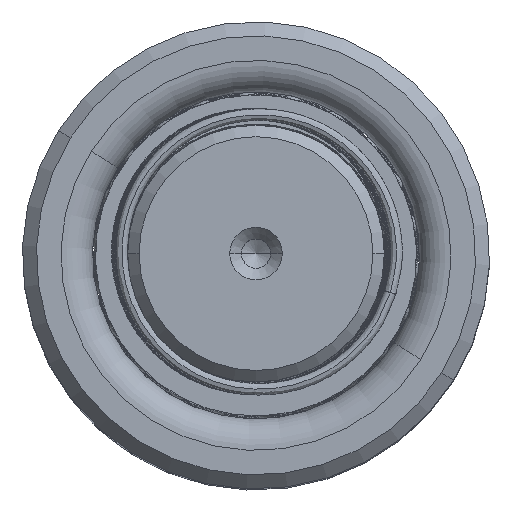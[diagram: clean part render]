
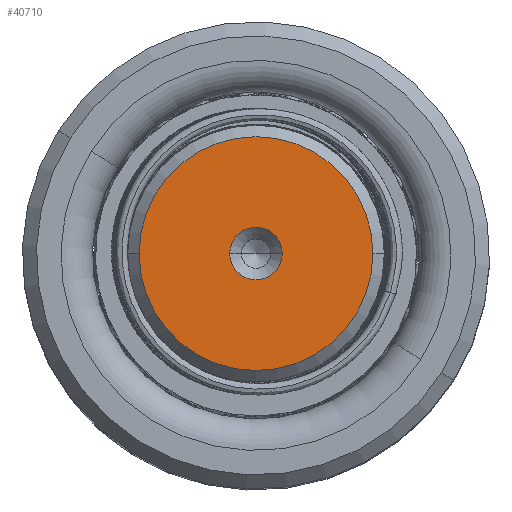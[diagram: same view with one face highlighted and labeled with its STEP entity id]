
A CAD part, top view. The second image highlights one B-rep face of the part: STEP entity #40710.
In plain terms, the highlighted planar face has unit normal (0, 0, 1).
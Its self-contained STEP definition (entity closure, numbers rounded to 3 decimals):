
#110 = AXIS2_PLACEMENT_3D ( 'NONE', #27431, #35782, #53210 ) ;
#548 = EDGE_LOOP ( 'NONE', ( #52801, #55577 ) ) ;
#2253 = CIRCLE ( 'NONE', #23988, 10.009 ) ;
#3935 = CIRCLE ( 'NONE', #20190, 2.25 ) ;
#4994 = FACE_OUTER_BOUND ( 'NONE', #548, .T. ) ;
#6856 = CARTESIAN_POINT ( 'NONE',  ( 2.25, 0., 150. ) ) ;
#6979 = EDGE_LOOP ( 'NONE', ( #38067, #49593 ) ) ;
#7137 = EDGE_CURVE ( 'NONE', #14351, #23942, #2253, .T. ) ;
#7541 = EDGE_CURVE ( 'NONE', #23942, #14351, #51130, .T. ) ;
#11559 = CIRCLE ( 'NONE', #110, 2.25 ) ;
#11677 = AXIS2_PLACEMENT_3D ( 'NONE', #18575, #18772, #27661 ) ;
#12467 = CARTESIAN_POINT ( 'NONE',  ( -2.25, 0., 150. ) ) ;
#14351 = VERTEX_POINT ( 'NONE', #15805 ) ;
#15805 = CARTESIAN_POINT ( 'NONE',  ( -10.009, 0., 150. ) ) ;
#16400 = EDGE_CURVE ( 'NONE', #34059, #47617, #11559, .T. ) ;
#18575 = CARTESIAN_POINT ( 'NONE',  ( 0., 0., 150. ) ) ;
#18772 = DIRECTION ( 'NONE',  ( 0., 0., 1. ) ) ;
#20190 = AXIS2_PLACEMENT_3D ( 'NONE', #24790, #55128, #50244 ) ;
#20441 = EDGE_CURVE ( 'NONE', #47617, #34059, #3935, .T. ) ;
#23942 = VERTEX_POINT ( 'NONE', #33172 ) ;
#23988 = AXIS2_PLACEMENT_3D ( 'NONE', #48671, #40483, #31402 ) ;
#24790 = CARTESIAN_POINT ( 'NONE',  ( 0., 0., 150. ) ) ;
#26003 = DIRECTION ( 'NONE',  ( 1., 0., 0. ) ) ;
#27431 = CARTESIAN_POINT ( 'NONE',  ( 0., 0., 150. ) ) ;
#27661 = DIRECTION ( 'NONE',  ( 1., 0., 0. ) ) ;
#30758 = DIRECTION ( 'NONE',  ( 0., 0., 1. ) ) ;
#31402 = DIRECTION ( 'NONE',  ( 1., 0., 0. ) ) ;
#33172 = CARTESIAN_POINT ( 'NONE',  ( 10.009, 0., 150. ) ) ;
#34059 = VERTEX_POINT ( 'NONE', #12467 ) ;
#34303 = AXIS2_PLACEMENT_3D ( 'NONE', #47843, #30758, #26003 ) ;
#34861 = FACE_BOUND ( 'NONE', #6979, .T. ) ;
#35782 = DIRECTION ( 'NONE',  ( 0., 0., 1. ) ) ;
#38067 = ORIENTED_EDGE ( 'NONE', *, *, #20441, .F. ) ;
#40483 = DIRECTION ( 'NONE',  ( 0., 0., 1. ) ) ;
#40710 = ADVANCED_FACE ( 'NONE', ( #34861, #4994 ), #52001, .T. ) ;
#47617 = VERTEX_POINT ( 'NONE', #6856 ) ;
#47843 = CARTESIAN_POINT ( 'NONE',  ( 0., 0., 150. ) ) ;
#48671 = CARTESIAN_POINT ( 'NONE',  ( 0., 0., 150. ) ) ;
#49593 = ORIENTED_EDGE ( 'NONE', *, *, #16400, .F. ) ;
#50244 = DIRECTION ( 'NONE',  ( 1., 0., 0. ) ) ;
#51130 = CIRCLE ( 'NONE', #11677, 10.009 ) ;
#52001 = PLANE ( 'NONE',  #34303 ) ;
#52801 = ORIENTED_EDGE ( 'NONE', *, *, #7137, .T. ) ;
#53210 = DIRECTION ( 'NONE',  ( 1., 0., 0. ) ) ;
#55128 = DIRECTION ( 'NONE',  ( 0., 0., 1. ) ) ;
#55577 = ORIENTED_EDGE ( 'NONE', *, *, #7541, .T. ) ;
